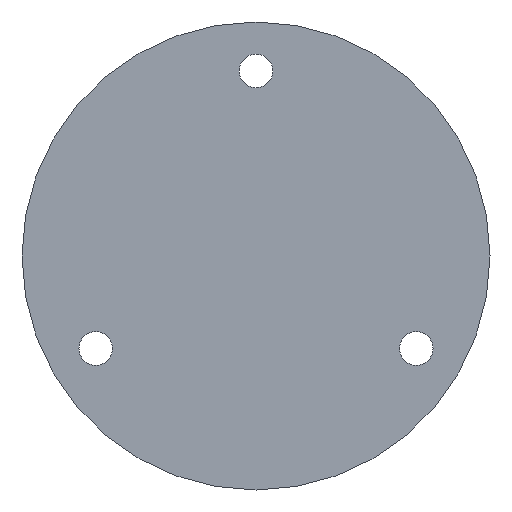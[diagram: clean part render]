
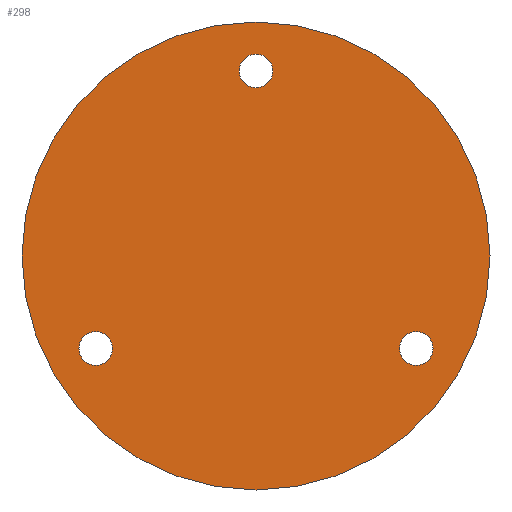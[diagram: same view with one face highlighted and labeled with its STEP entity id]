
A CAD part, front view. The second image highlights one B-rep face of the part: STEP entity #298.
In plain terms, the highlighted planar face has unit normal (0, -1, 0).
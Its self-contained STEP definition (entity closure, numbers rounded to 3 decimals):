
#31=FACE_BOUND('',#63,.T.);
#32=FACE_BOUND('',#64,.T.);
#33=FACE_BOUND('',#65,.T.);
#38=PLANE('',#342);
#46=FACE_OUTER_BOUND('',#62,.T.);
#62=EDGE_LOOP('',(#217));
#63=EDGE_LOOP('',(#218));
#64=EDGE_LOOP('',(#219,#220));
#65=EDGE_LOOP('',(#221));
#97=CIRCLE('',#326,1.55);
#99=CIRCLE('',#329,1.55);
#101=CIRCLE('',#332,1.55);
#102=CIRCLE('',#333,1.55);
#110=CIRCLE('',#343,21.5);
#122=VERTEX_POINT('',#461);
#124=VERTEX_POINT('',#467);
#126=VERTEX_POINT('',#473);
#127=VERTEX_POINT('',#475);
#135=VERTEX_POINT('',#494);
#154=EDGE_CURVE('',#122,#122,#97,.T.);
#157=EDGE_CURVE('',#124,#124,#99,.T.);
#160=EDGE_CURVE('',#127,#126,#101,.T.);
#161=EDGE_CURVE('',#126,#127,#102,.T.);
#169=EDGE_CURVE('',#135,#135,#110,.T.);
#217=ORIENTED_EDGE('',*,*,#169,.F.);
#218=ORIENTED_EDGE('',*,*,#157,.T.);
#219=ORIENTED_EDGE('',*,*,#160,.T.);
#220=ORIENTED_EDGE('',*,*,#161,.T.);
#221=ORIENTED_EDGE('',*,*,#154,.T.);
#298=ADVANCED_FACE('',(#46,#31,#32,#33),#38,.F.);
#326=AXIS2_PLACEMENT_3D('',#463,#372,#373);
#329=AXIS2_PLACEMENT_3D('',#469,#379,#380);
#332=AXIS2_PLACEMENT_3D('',#476,#386,#387);
#333=AXIS2_PLACEMENT_3D('',#477,#388,#389);
#342=AXIS2_PLACEMENT_3D('',#493,#406,#407);
#343=AXIS2_PLACEMENT_3D('',#495,#408,#409);
#372=DIRECTION('center_axis',(0.,1.,0.));
#373=DIRECTION('ref_axis',(0.,0.,1.));
#379=DIRECTION('center_axis',(0.,1.,0.));
#380=DIRECTION('ref_axis',(0.,0.,1.));
#386=DIRECTION('center_axis',(0.,1.,0.));
#387=DIRECTION('ref_axis',(0.,0.,-1.));
#388=DIRECTION('center_axis',(0.,1.,0.));
#389=DIRECTION('ref_axis',(0.,0.,-1.));
#406=DIRECTION('center_axis',(0.,1.,0.));
#407=DIRECTION('ref_axis',(0.,0.,1.));
#408=DIRECTION('center_axis',(0.,1.,0.));
#409=DIRECTION('ref_axis',(0.,0.,1.));
#461=CARTESIAN_POINT('',(0.,0.,18.55));
#463=CARTESIAN_POINT('Origin',(0.,0.,17.));
#467=CARTESIAN_POINT('',(14.722,0.,-6.95));
#469=CARTESIAN_POINT('Origin',(14.722,0.,-8.5));
#473=CARTESIAN_POINT('',(-14.722,0.,-6.95));
#475=CARTESIAN_POINT('',(-14.722,0.,-10.05));
#476=CARTESIAN_POINT('Origin',(-14.722,0.,-8.5));
#477=CARTESIAN_POINT('Origin',(-14.722,0.,-8.5));
#493=CARTESIAN_POINT('Origin',(0.,0.,0.));
#494=CARTESIAN_POINT('',(0.,0.,21.5));
#495=CARTESIAN_POINT('Origin',(0.,0.,0.));
